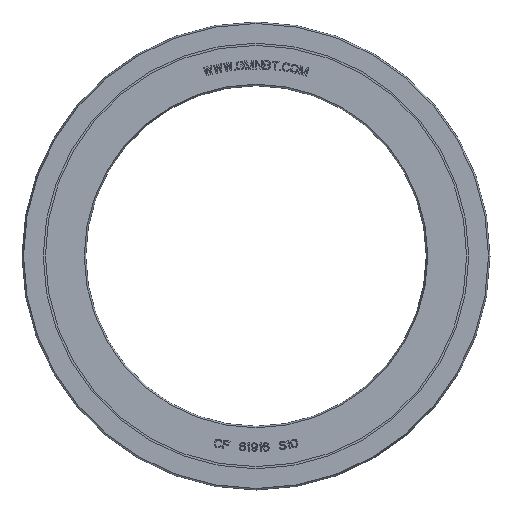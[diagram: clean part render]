
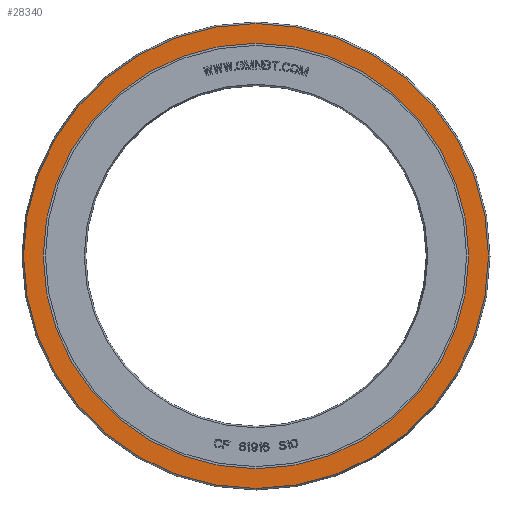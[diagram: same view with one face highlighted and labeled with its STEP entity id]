
A CAD part, front view. The second image highlights one B-rep face of the part: STEP entity #28340.
In plain terms, the highlighted planar face has unit normal (0, -1, 0).
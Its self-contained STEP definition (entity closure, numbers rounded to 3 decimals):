
#27859=CARTESIAN_POINT('',(0.,-3.,0.));
#27860=DIRECTION('',(0.,1.,0.));
#27861=DIRECTION('',(0.,0.,-1.));
#27862=AXIS2_PLACEMENT_3D('',#27859,#27860,#27861);
#27867=CARTESIAN_POINT('',(0.,-3.,0.));
#27868=DIRECTION('',(0.,-1.,0.));
#27869=DIRECTION('',(0.,0.,-1.));
#27870=AXIS2_PLACEMENT_3D('',#27867,#27868,#27869);
#27875=CARTESIAN_POINT('',(0.,-3.,0.));
#27876=DIRECTION('',(0.,-1.,0.));
#27877=DIRECTION('',(0.,0.,-1.));
#27878=AXIS2_PLACEMENT_3D('',#27875,#27876,#27877);
#27897=CARTESIAN_POINT('',(0.,-3.,0.));
#27898=DIRECTION('',(0.,1.,0.));
#27899=DIRECTION('',(0.,0.,-1.));
#27900=AXIS2_PLACEMENT_3D('',#27897,#27898,#27899);
#27936=CARTESIAN_POINT('',(0.,-3.,-50.));
#27938=VERTEX_POINT('',#27936);
#27939=CARTESIAN_POINT('',(0.,-3.,-54.636));
#27941=VERTEX_POINT('',#27939);
#27952=CARTESIAN_POINT('',(0.,-3.,50.));
#27954=VERTEX_POINT('',#27952);
#27955=CARTESIAN_POINT('',(0.,-3.,54.636));
#27957=VERTEX_POINT('',#27955);
#28325=CARTESIAN_POINT('',(0.,-3.,0.));
#28326=DIRECTION('',(0.,-1.,0.));
#28327=DIRECTION('',(0.,0.,1.));
#28328=AXIS2_PLACEMENT_3D('',#28325,#28326,#28327);
#28329=PLANE('',#28328);
#28331=ORIENTED_EDGE('',*,*,#28330,.F.);
#28333=ORIENTED_EDGE('',*,*,#28332,.T.);
#28334=EDGE_LOOP('',(#28331,#28333));
#28335=FACE_OUTER_BOUND('',#28334,.F.);
#28336=ORIENTED_EDGE('',*,*,#28318,.F.);
#28337=ORIENTED_EDGE('',*,*,#28307,.T.);
#28338=EDGE_LOOP('',(#28336,#28337));
#28339=FACE_BOUND('',#28338,.F.);
#27863=CIRCLE('',#27862,50.);
#27871=CIRCLE('',#27870,50.);
#27879=CIRCLE('',#27878,54.636);
#27901=CIRCLE('',#27900,54.636);
#28307=EDGE_CURVE('',#27938,#27954,#27871,.T.);
#28318=EDGE_CURVE('',#27938,#27954,#27863,.T.);
#28330=EDGE_CURVE('',#27941,#27957,#27879,.T.);
#28332=EDGE_CURVE('',#27941,#27957,#27901,.T.);
#28340=ADVANCED_FACE('',(#28335,#28339),#28329,.T.);
